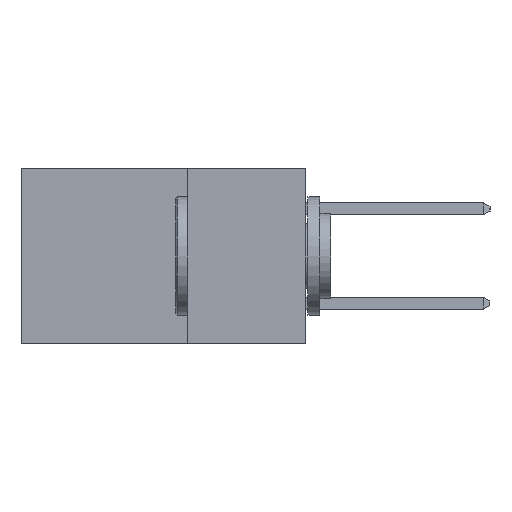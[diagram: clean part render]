
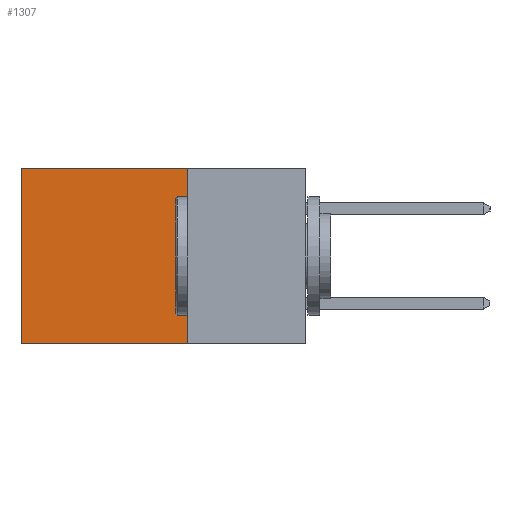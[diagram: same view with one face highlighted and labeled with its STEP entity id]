
A CAD part, left-side view. The second image highlights one B-rep face of the part: STEP entity #1307.
In plain terms, the highlighted planar face has unit normal (-1, 0, 0).
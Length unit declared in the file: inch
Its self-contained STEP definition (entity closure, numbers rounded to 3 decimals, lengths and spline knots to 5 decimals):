
#228 = VERTEX_POINT ( 'NONE', #8136 ) ;
#289 = VECTOR ( 'NONE', #8469, 39.37008 ) ;
#298 = FACE_OUTER_BOUND ( 'NONE', #2091, .T. ) ;
#331 = CARTESIAN_POINT ( 'NONE',  ( 0.2615, 0.25, -0.37 ) ) ;
#1084 = LINE ( 'NONE', #331, #1316 ) ;
#1106 = EDGE_CURVE ( 'NONE', #228, #5215, #2530, .T. ) ;
#1181 = DIRECTION ( 'NONE',  ( 0., 1., 0. ) ) ;
#1307 = ADVANCED_FACE ( 'NONE', ( #298 ), #8585, .F. ) ;
#1316 = VECTOR ( 'NONE', #9461, 39.37008 ) ;
#2091 = EDGE_LOOP ( 'NONE', ( #6335, #2551, #8556, #4050 ) ) ;
#2530 = LINE ( 'NONE', #6568, #10488 ) ;
#2551 = ORIENTED_EDGE ( 'NONE', *, *, #10414, .F. ) ;
#2643 = LINE ( 'NONE', #5071, #289 ) ;
#2860 = DIRECTION ( 'NONE',  ( 0., 0., -1. ) ) ;
#2902 = VERTEX_POINT ( 'NONE', #9863 ) ;
#3199 = VERTEX_POINT ( 'NONE', #7226 ) ;
#3876 = CARTESIAN_POINT ( 'NONE',  ( 0.2615, 0.25, -0.37 ) ) ;
#4050 = ORIENTED_EDGE ( 'NONE', *, *, #4432, .T. ) ;
#4107 = DIRECTION ( 'NONE',  ( 0., 0., -1. ) ) ;
#4432 = EDGE_CURVE ( 'NONE', #2902, #228, #2643, .T. ) ;
#4753 = AXIS2_PLACEMENT_3D ( 'NONE', #7758, #10297, #2860 ) ;
#4800 = EDGE_CURVE ( 'NONE', #2902, #3199, #1084, .T. ) ;
#5071 = CARTESIAN_POINT ( 'NONE',  ( 0.2615, 0.25, 0. ) ) ;
#5215 = VERTEX_POINT ( 'NONE', #6026 ) ;
#6026 = CARTESIAN_POINT ( 'NONE',  ( 0.2615, 0.6, -0.37 ) ) ;
#6335 = ORIENTED_EDGE ( 'NONE', *, *, #1106, .T. ) ;
#6568 = CARTESIAN_POINT ( 'NONE',  ( 0.2615, 0.6, -0.37 ) ) ;
#7226 = CARTESIAN_POINT ( 'NONE',  ( 0.2615, 0.25, -0.37 ) ) ;
#7758 = CARTESIAN_POINT ( 'NONE',  ( 0.2615, 0.25, -0.37 ) ) ;
#8136 = CARTESIAN_POINT ( 'NONE',  ( 0.2615, 0.6, 0. ) ) ;
#8469 = DIRECTION ( 'NONE',  ( 0., 1., 0. ) ) ;
#8556 = ORIENTED_EDGE ( 'NONE', *, *, #4800, .F. ) ;
#8585 = PLANE ( 'NONE',  #4753 ) ;
#9405 = VECTOR ( 'NONE', #1181, 39.37008 ) ;
#9461 = DIRECTION ( 'NONE',  ( 0., 0., -1. ) ) ;
#9863 = CARTESIAN_POINT ( 'NONE',  ( 0.2615, 0.25, 0. ) ) ;
#10297 = DIRECTION ( 'NONE',  ( 1., 0., 0. ) ) ;
#10361 = LINE ( 'NONE', #3876, #9405 ) ;
#10414 = EDGE_CURVE ( 'NONE', #3199, #5215, #10361, .T. ) ;
#10488 = VECTOR ( 'NONE', #4107, 39.37008 ) ;
